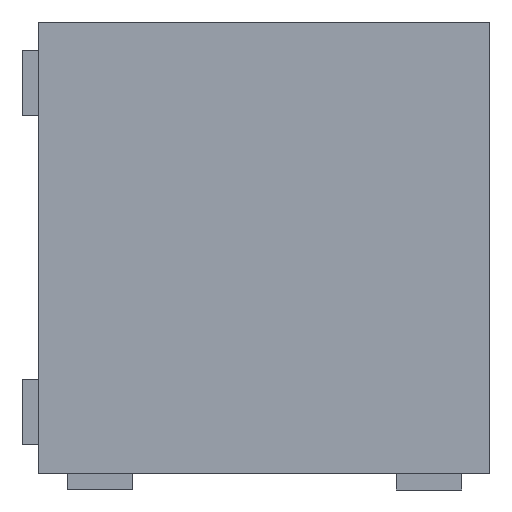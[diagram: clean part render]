
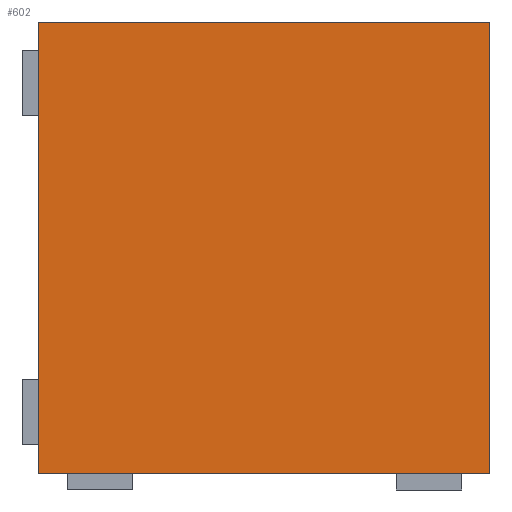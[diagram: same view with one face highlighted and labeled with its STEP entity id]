
A CAD part, left-side view. The second image highlights one B-rep face of the part: STEP entity #602.
In plain terms, the highlighted planar face has unit normal (-1, 0, 0).
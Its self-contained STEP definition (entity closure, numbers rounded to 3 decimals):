
#62 = LINE ( 'NONE', #1458, #1879 ) ;
#78 = CARTESIAN_POINT ( 'NONE',  ( -10., 0., 0. ) ) ;
#124 = ORIENTED_EDGE ( 'NONE', *, *, #1116, .F. ) ;
#164 = DIRECTION ( 'NONE',  ( 0., 1., 0. ) ) ;
#257 = CARTESIAN_POINT ( 'NONE',  ( -10., 20., -20. ) ) ;
#334 = LINE ( 'NONE', #632, #777 ) ;
#336 = DIRECTION ( 'NONE',  ( 0., 0., -1. ) ) ;
#405 = ORIENTED_EDGE ( 'NONE', *, *, #1530, .F. ) ;
#448 = EDGE_CURVE ( 'NONE', #1541, #1875, #334, .T. ) ;
#525 = DIRECTION ( 'NONE',  ( 0., -1., 0. ) ) ;
#554 = CARTESIAN_POINT ( 'NONE',  ( -10., -20., -20. ) ) ;
#602 = ADVANCED_FACE ( 'NONE', ( #1921 ), #667, .F. ) ;
#623 = CARTESIAN_POINT ( 'NONE',  ( -10., -20., -20. ) ) ;
#632 = CARTESIAN_POINT ( 'NONE',  ( -10., 20., -20. ) ) ;
#648 = VECTOR ( 'NONE', #336, 1000. ) ;
#667 = PLANE ( 'NONE',  #717 ) ;
#707 = DIRECTION ( 'NONE',  ( 1., 0., 0. ) ) ;
#717 = AXIS2_PLACEMENT_3D ( 'NONE', #78, #707, #1287 ) ;
#777 = VECTOR ( 'NONE', #945, 1000. ) ;
#945 = DIRECTION ( 'NONE',  ( 0., 0., 1. ) ) ;
#1095 = CARTESIAN_POINT ( 'NONE',  ( -10., -20., -20. ) ) ;
#1110 = EDGE_CURVE ( 'NONE', #1129, #1882, #1424, .T. ) ;
#1116 = EDGE_CURVE ( 'NONE', #1882, #1541, #1417, .T. ) ;
#1121 = CARTESIAN_POINT ( 'NONE',  ( -10., -20., 20. ) ) ;
#1129 = VERTEX_POINT ( 'NONE', #1121 ) ;
#1287 = DIRECTION ( 'NONE',  ( 0., 0., -1. ) ) ;
#1417 = LINE ( 'NONE', #623, #1429 ) ;
#1424 = LINE ( 'NONE', #1095, #648 ) ;
#1429 = VECTOR ( 'NONE', #164, 1000. ) ;
#1458 = CARTESIAN_POINT ( 'NONE',  ( -10., -20., 20. ) ) ;
#1530 = EDGE_CURVE ( 'NONE', #1875, #1129, #62, .T. ) ;
#1541 = VERTEX_POINT ( 'NONE', #257 ) ;
#1623 = ORIENTED_EDGE ( 'NONE', *, *, #1110, .F. ) ;
#1808 = ORIENTED_EDGE ( 'NONE', *, *, #448, .F. ) ;
#1875 = VERTEX_POINT ( 'NONE', #1936 ) ;
#1879 = VECTOR ( 'NONE', #525, 1000. ) ;
#1882 = VERTEX_POINT ( 'NONE', #554 ) ;
#1887 = EDGE_LOOP ( 'NONE', ( #405, #1808, #124, #1623 ) ) ;
#1921 = FACE_OUTER_BOUND ( 'NONE', #1887, .T. ) ;
#1936 = CARTESIAN_POINT ( 'NONE',  ( -10., 20., 20. ) ) ;
